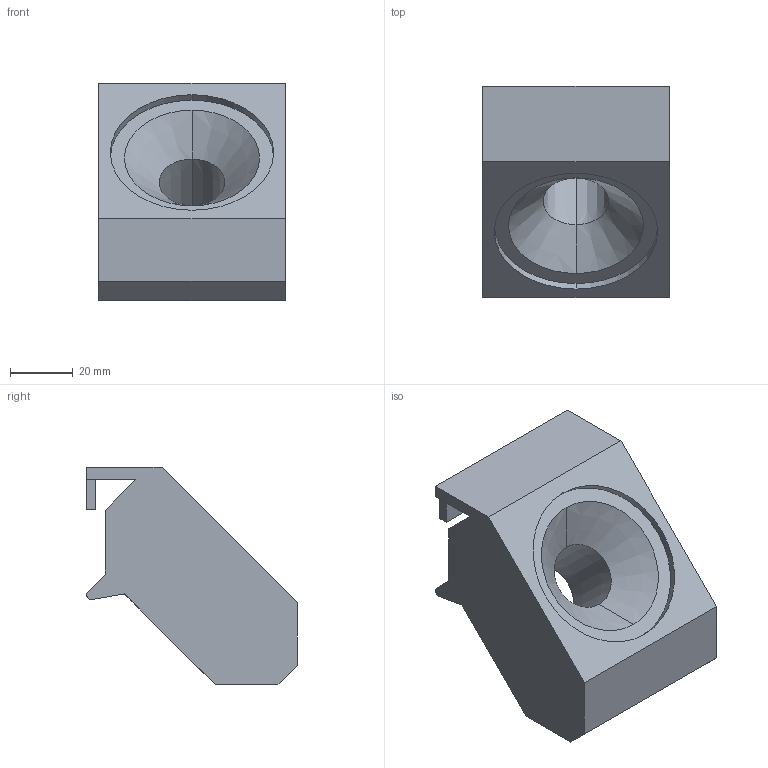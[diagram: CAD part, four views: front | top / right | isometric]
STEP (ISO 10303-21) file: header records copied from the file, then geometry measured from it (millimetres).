
FILE_DESCRIPTION(('STEP AP214'),'1');
FILE_NAME('cctmp_FB6509EB-6D58-4D62-85AA-BEBA2057D362_2020_4_29_14_32_49_631..stp','2020-04-29T12:32:49',('Bosch Rexroth AG'),('CADClick - www.CADClick.com'),'Spatial InterOp 3D',' ','unknown authorization - (Healing Option Enabled)');
FILE_SCHEMA(('AUTOMOTIVE_DESIGN'));
Length unit declared in the file: millimetre
Products named in the file (1): 2020_04_29__14-32-49-629
Bounding box: 59.5 x 67.07 x 69.24 mm (x, y, z)
Volume: 136847.2 mm3; surface area: 22461.8 mm2
Topology: 1 solids, 1 shells, 37 faces, 100 edges, 66 vertices
Faces by surface type: plane 27, cylinder 6, cone 4
Entity records: 1472 total; most frequent: CARTESIAN_POINT 204, ORIENTED_EDGE 200, DIRECTION 194, EDGE_CURVE 100, LINE 82, VECTOR 82, VERTEX_POINT 66, AXIS2_PLACEMENT_3D 56
